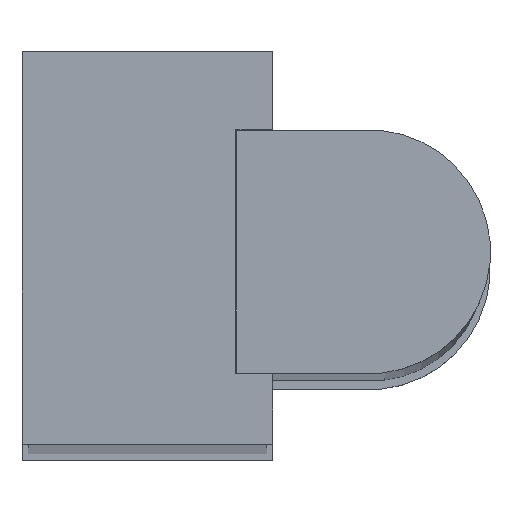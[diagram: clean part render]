
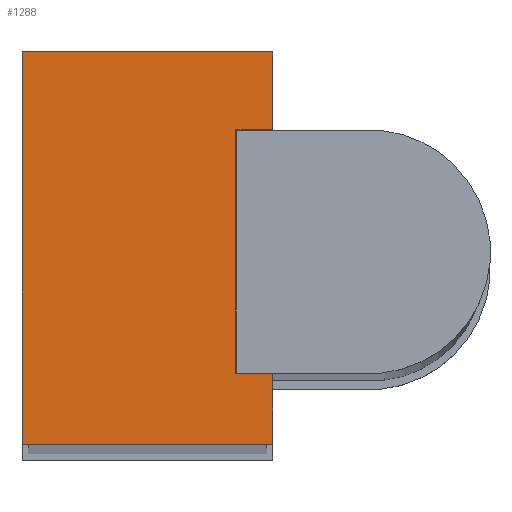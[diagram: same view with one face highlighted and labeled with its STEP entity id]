
A CAD part, top view. The second image highlights one B-rep face of the part: STEP entity #1288.
In plain terms, the highlighted face is planar.
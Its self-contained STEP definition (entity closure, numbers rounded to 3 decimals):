
#10 = VECTOR ( 'NONE', #112, 1000. ) ;
#40 = CARTESIAN_POINT ( 'NONE',  ( 19.881, 729., -39.631 ) ) ;
#75 = EDGE_CURVE ( 'NONE', #226, #726, #379, .T. ) ;
#83 = AXIS2_PLACEMENT_3D ( 'NONE', #184, #740, #1085 ) ;
#94 = LINE ( 'NONE', #780, #10 ) ;
#112 = DIRECTION ( 'NONE',  ( 0., 0., 1. ) ) ;
#133 = VECTOR ( 'NONE', #913, 1000. ) ;
#162 = EDGE_CURVE ( 'NONE', #1168, #280, #94, .T. ) ;
#171 = VECTOR ( 'NONE', #507, 1000. ) ;
#184 = CARTESIAN_POINT ( 'NONE',  ( 0., 729., 0. ) ) ;
#214 = CARTESIAN_POINT ( 'NONE',  ( -18.667, 729., -39.631 ) ) ;
#226 = VERTEX_POINT ( 'NONE', #656 ) ;
#243 = ORIENTED_EDGE ( 'NONE', *, *, #725, .F. ) ;
#246 = VECTOR ( 'NONE', #328, 1000. ) ;
#261 = LINE ( 'NONE', #630, #1144 ) ;
#262 = ORIENTED_EDGE ( 'NONE', *, *, #1348, .F. ) ;
#280 = VERTEX_POINT ( 'NONE', #716 ) ;
#325 = CARTESIAN_POINT ( 'NONE',  ( 31., 729., -39.631 ) ) ;
#328 = DIRECTION ( 'NONE',  ( 1., 0., 0. ) ) ;
#350 = CARTESIAN_POINT ( 'NONE',  ( 19.881, 729., -39.631 ) ) ;
#360 = LINE ( 'NONE', #1012, #246 ) ;
#379 = LINE ( 'NONE', #727, #171 ) ;
#449 = ORIENTED_EDGE ( 'NONE', *, *, #75, .F. ) ;
#492 = VERTEX_POINT ( 'NONE', #745 ) ;
#507 = DIRECTION ( 'NONE',  ( -1., 0., 0. ) ) ;
#521 = ORIENTED_EDGE ( 'NONE', *, *, #162, .F. ) ;
#525 = PLANE ( 'NONE',  #83 ) ;
#586 = VERTEX_POINT ( 'NONE', #350 ) ;
#610 = DIRECTION ( 'NONE',  ( 1., 0., 0. ) ) ;
#630 = CARTESIAN_POINT ( 'NONE',  ( 31., 729., -39.631 ) ) ;
#656 = CARTESIAN_POINT ( 'NONE',  ( 31., 729., 0. ) ) ;
#659 = EDGE_CURVE ( 'NONE', #280, #1447, #360, .T. ) ;
#715 = VECTOR ( 'NONE', #1313, 1000. ) ;
#716 = CARTESIAN_POINT ( 'NONE',  ( -18.667, 729., -33.787 ) ) ;
#725 = EDGE_CURVE ( 'NONE', #492, #1168, #1069, .T. ) ;
#726 = VERTEX_POINT ( 'NONE', #946 ) ;
#727 = CARTESIAN_POINT ( 'NONE',  ( 31., 729., 0. ) ) ;
#740 = DIRECTION ( 'NONE',  ( 0., -1., 0. ) ) ;
#745 = CARTESIAN_POINT ( 'NONE',  ( -31., 729., -39.631 ) ) ;
#780 = CARTESIAN_POINT ( 'NONE',  ( -18.667, 729., -33.787 ) ) ;
#784 = ORIENTED_EDGE ( 'NONE', *, *, #1060, .F. ) ;
#790 = VECTOR ( 'NONE', #937, 1000. ) ;
#803 = CARTESIAN_POINT ( 'NONE',  ( 31., 729., 0. ) ) ;
#863 = VECTOR ( 'NONE', #610, 1000. ) ;
#913 = DIRECTION ( 'NONE',  ( 0., 0., 1. ) ) ;
#937 = DIRECTION ( 'NONE',  ( 0., 0., -1. ) ) ;
#946 = CARTESIAN_POINT ( 'NONE',  ( -31., 729., 0. ) ) ;
#959 = LINE ( 'NONE', #40, #715 ) ;
#1012 = CARTESIAN_POINT ( 'NONE',  ( 19.881, 729., -33.787 ) ) ;
#1056 = DIRECTION ( 'NONE',  ( 1., 0., 0. ) ) ;
#1060 = EDGE_CURVE ( 'NONE', #586, #1364, #261, .T. ) ;
#1063 = CARTESIAN_POINT ( 'NONE',  ( -18.667, 729., -39.631 ) ) ;
#1069 = LINE ( 'NONE', #1063, #863 ) ;
#1085 = DIRECTION ( 'NONE',  ( 1., 0., 0. ) ) ;
#1096 = ORIENTED_EDGE ( 'NONE', *, *, #1426, .F. ) ;
#1144 = VECTOR ( 'NONE', #1056, 1000. ) ;
#1168 = VERTEX_POINT ( 'NONE', #214 ) ;
#1178 = CARTESIAN_POINT ( 'NONE',  ( 19.881, 729., -33.787 ) ) ;
#1180 = EDGE_CURVE ( 'NONE', #1447, #586, #959, .T. ) ;
#1201 = FACE_OUTER_BOUND ( 'NONE', #1265, .T. ) ;
#1265 = EDGE_LOOP ( 'NONE', ( #1096, #449, #262, #784, #1326, #1294, #521, #243 ) ) ;
#1279 = CARTESIAN_POINT ( 'NONE',  ( -31., 729., -39.631 ) ) ;
#1288 = ADVANCED_FACE ( 'NONE', ( #1201 ), #525, .F. ) ;
#1294 = ORIENTED_EDGE ( 'NONE', *, *, #659, .F. ) ;
#1313 = DIRECTION ( 'NONE',  ( 0., 0., -1. ) ) ;
#1326 = ORIENTED_EDGE ( 'NONE', *, *, #1180, .F. ) ;
#1348 = EDGE_CURVE ( 'NONE', #1364, #226, #1360, .T. ) ;
#1360 = LINE ( 'NONE', #803, #133 ) ;
#1364 = VERTEX_POINT ( 'NONE', #325 ) ;
#1401 = LINE ( 'NONE', #1279, #790 ) ;
#1426 = EDGE_CURVE ( 'NONE', #726, #492, #1401, .T. ) ;
#1447 = VERTEX_POINT ( 'NONE', #1178 ) ;
